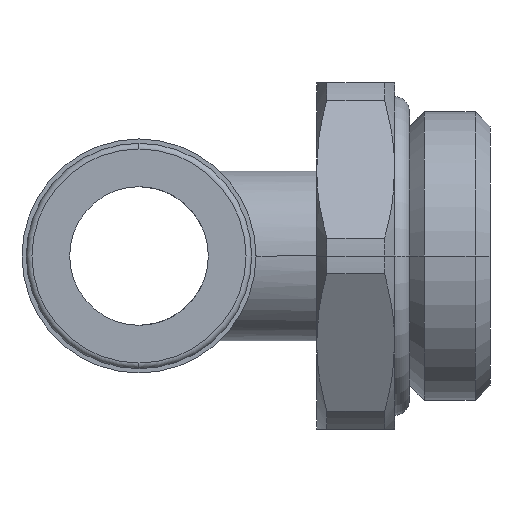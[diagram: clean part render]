
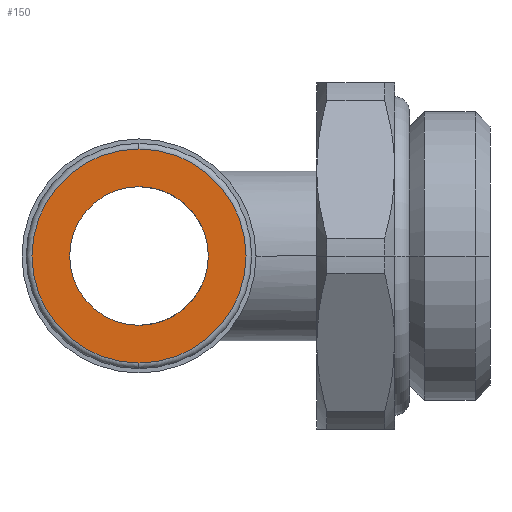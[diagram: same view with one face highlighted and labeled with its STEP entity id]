
A CAD part, left-side view. The second image highlights one B-rep face of the part: STEP entity #150.
In plain terms, the highlighted planar face has unit normal (-1, 0, 0).
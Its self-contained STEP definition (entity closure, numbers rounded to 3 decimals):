
#150=ADVANCED_FACE('',(#383,#384),#385,.T.);
#383=FACE_BOUND('',#636,.T.);
#384=FACE_OUTER_BOUND('',#637,.T.);
#385=PLANE('',#638);
#636=EDGE_LOOP('',(#1501,#1502));
#637=EDGE_LOOP('',(#1503,#1504,#1505));
#638=AXIS2_PLACEMENT_3D('',#1506,#1507,#1508);
#1501=ORIENTED_EDGE('',*,*,#1845,.T.);
#1502=ORIENTED_EDGE('',*,*,#1760,.T.);
#1503=ORIENTED_EDGE('',*,*,#1915,.T.);
#1504=ORIENTED_EDGE('',*,*,#1692,.T.);
#1505=ORIENTED_EDGE('',*,*,#1916,.T.);
#1506=CARTESIAN_POINT('',(-23.0,11.663,0.0));
#1507=DIRECTION('',(-1.0,0.,0.0));
#1508=DIRECTION('',(0.,-1.0,0.0));
#1692=EDGE_CURVE('',#2039,#2045,#2047,.T.);
#1760=EDGE_CURVE('',#2160,#2163,#2165,.T.);
#1845=EDGE_CURVE('',#2163,#2160,#2303,.T.);
#1915=EDGE_CURVE('',#2402,#2039,#2403,.T.);
#1916=EDGE_CURVE('',#2045,#2402,#2404,.T.);
#2039=VERTEX_POINT('',#2593);
#2045=VERTEX_POINT('',#2599);
#2047=CIRCLE('',#2601,6.175);
#2160=VERTEX_POINT('',#2861);
#2163=VERTEX_POINT('',#2865);
#2165=CIRCLE('',#2868,4.0);
#2303=CIRCLE('',#3148,4.0);
#2402=VERTEX_POINT('',#3477);
#2403=CIRCLE('',#3478,6.175);
#2404=CIRCLE('',#3479,6.175);
#2593=CARTESIAN_POINT('',(-23.0,14.75,6.175));
#2599=CARTESIAN_POINT('',(-23.0,14.75,-6.175));
#2601=AXIS2_PLACEMENT_3D('',#3638,#3639,#3640);
#2861=CARTESIAN_POINT('',(-23.0,14.75,-4.0));
#2865=CARTESIAN_POINT('',(-23.0,14.75,4.0));
#2868=AXIS2_PLACEMENT_3D('',#3761,#3762,#3763);
#3148=AXIS2_PLACEMENT_3D('',#3900,#3901,#3902);
#3477=CARTESIAN_POINT('',(-23.0,8.575,0.0));
#3478=AXIS2_PLACEMENT_3D('',#4030,#4031,#4032);
#3479=AXIS2_PLACEMENT_3D('',#4033,#4034,#4035);
#3638=CARTESIAN_POINT('',(-23.0,14.75,0.0));
#3639=DIRECTION('',(-1.0,0.,0.0));
#3640=DIRECTION('',(0.,-1.0,0.0));
#3761=CARTESIAN_POINT('',(-23.0,14.75,0.0));
#3762=DIRECTION('',(1.0,0.,0.0));
#3763=DIRECTION('',(0.0,0.0,-1.0));
#3900=CARTESIAN_POINT('',(-23.0,14.75,0.0));
#3901=DIRECTION('',(1.0,0.,0.0));
#3902=DIRECTION('',(0.0,0.0,-1.0));
#4030=CARTESIAN_POINT('',(-23.0,14.75,0.0));
#4031=DIRECTION('',(-1.0,0.,0.0));
#4032=DIRECTION('',(0.,-1.0,0.0));
#4033=CARTESIAN_POINT('',(-23.0,14.75,0.0));
#4034=DIRECTION('',(-1.0,0.,0.0));
#4035=DIRECTION('',(0.,-1.0,0.0));
